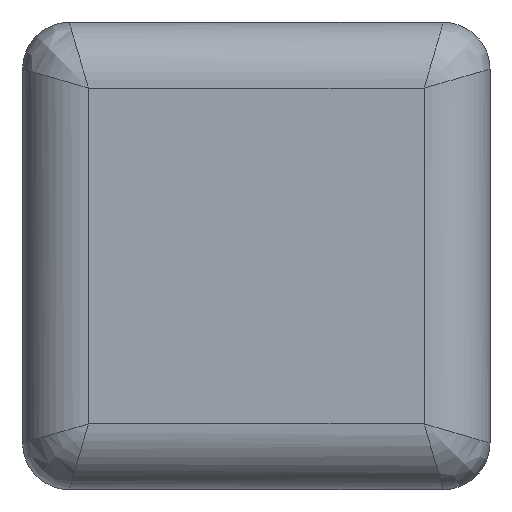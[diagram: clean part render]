
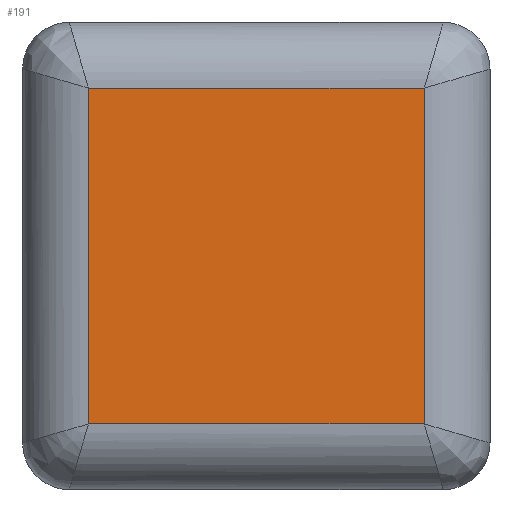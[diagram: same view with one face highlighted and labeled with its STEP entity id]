
A CAD part, left-side view. The second image highlights one B-rep face of the part: STEP entity #191.
In plain terms, the highlighted planar face has unit normal (-1, 0, 0).
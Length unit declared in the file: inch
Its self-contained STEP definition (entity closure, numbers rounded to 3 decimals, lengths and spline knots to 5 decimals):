
#191 = ADVANCED_FACE ( 'NONE', ( #2985 ), #652, .F. ) ;
#335 = ORIENTED_EDGE ( 'NONE', *, *, #3740, .F. ) ;
#557 = VERTEX_POINT ( 'NONE', #3568 ) ;
#578 = ORIENTED_EDGE ( 'NONE', *, *, #6948, .F. ) ;
#588 = VERTEX_POINT ( 'NONE', #7305 ) ;
#652 = PLANE ( 'NONE',  #4646 ) ;
#1553 = CARTESIAN_POINT ( 'NONE',  ( -0.1125, 0.01125, 0.04 ) ) ;
#1605 = EDGE_CURVE ( 'NONE', #588, #7657, #1666, .T. ) ;
#1626 = CARTESIAN_POINT ( 'NONE',  ( -0.1125, 0.08, -0.02875 ) ) ;
#1666 = LINE ( 'NONE', #6546, #5498 ) ;
#1915 = VERTEX_POINT ( 'NONE', #2548 ) ;
#2164 = LINE ( 'NONE', #1626, #3774 ) ;
#2239 = DIRECTION ( 'NONE',  ( 0., -1., 0. ) ) ;
#2548 = CARTESIAN_POINT ( 'NONE',  ( -0.1125, 0.01125, -0.02875 ) ) ;
#2985 = FACE_OUTER_BOUND ( 'NONE', #6581, .T. ) ;
#3031 = LINE ( 'NONE', #1553, #7788 ) ;
#3354 = ORIENTED_EDGE ( 'NONE', *, *, #6157, .F. ) ;
#3568 = CARTESIAN_POINT ( 'NONE',  ( -0.1125, 0.06875, -0.02875 ) ) ;
#3661 = DIRECTION ( 'NONE',  ( 0., 0., -1. ) ) ;
#3740 = EDGE_CURVE ( 'NONE', #557, #588, #7967, .T. ) ;
#3774 = VECTOR ( 'NONE', #7246, 39.37008 ) ;
#4279 = ORIENTED_EDGE ( 'NONE', *, *, #1605, .F. ) ;
#4646 = AXIS2_PLACEMENT_3D ( 'NONE', #7377, #6729, #3661 ) ;
#4816 = CARTESIAN_POINT ( 'NONE',  ( -0.1125, 0.06875, 0.04 ) ) ;
#5396 = DIRECTION ( 'NONE',  ( 0., 0., 1. ) ) ;
#5498 = VECTOR ( 'NONE', #2239, 39.37008 ) ;
#5833 = DIRECTION ( 'NONE',  ( 0., 0., -1. ) ) ;
#6157 = EDGE_CURVE ( 'NONE', #7657, #1915, #3031, .T. ) ;
#6499 = CARTESIAN_POINT ( 'NONE',  ( -0.1125, 0.01125, 0.02875 ) ) ;
#6546 = CARTESIAN_POINT ( 'NONE',  ( -0.1125, 0.08, 0.02875 ) ) ;
#6581 = EDGE_LOOP ( 'NONE', ( #4279, #335, #578, #3354 ) ) ;
#6729 = DIRECTION ( 'NONE',  ( 1., 0., 0. ) ) ;
#6948 = EDGE_CURVE ( 'NONE', #1915, #557, #2164, .T. ) ;
#7246 = DIRECTION ( 'NONE',  ( 0., 1., 0. ) ) ;
#7305 = CARTESIAN_POINT ( 'NONE',  ( -0.1125, 0.06875, 0.02875 ) ) ;
#7377 = CARTESIAN_POINT ( 'NONE',  ( -0.1125, 0.08, 0.04 ) ) ;
#7657 = VERTEX_POINT ( 'NONE', #6499 ) ;
#7780 = VECTOR ( 'NONE', #5396, 39.37008 ) ;
#7788 = VECTOR ( 'NONE', #5833, 39.37008 ) ;
#7967 = LINE ( 'NONE', #4816, #7780 ) ;
